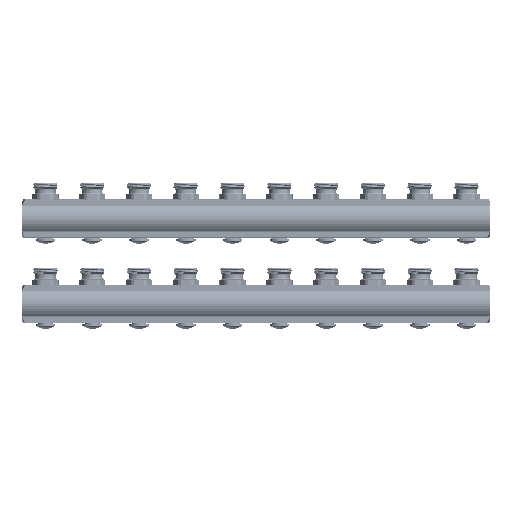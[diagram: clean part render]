
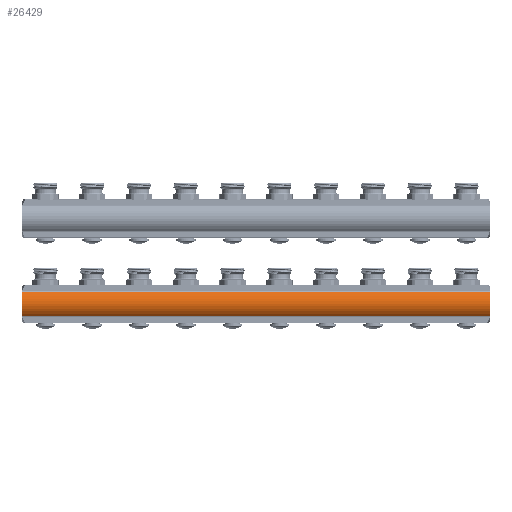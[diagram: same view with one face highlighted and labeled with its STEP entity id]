
A CAD part, front view. The second image highlights one B-rep face of the part: STEP entity #26429.
In plain terms, the highlighted cylindrical face has radius 18.25 mm (diameter 36.5 mm), a partial arc.
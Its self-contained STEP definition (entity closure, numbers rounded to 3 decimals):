
#11=CARTESIAN_POINT('',(-250.,0.,0.));
#12=DIRECTION('',(1.,0.,0.));
#13=DIRECTION('',(0.,-0.716,0.698));
#14=AXIS2_PLACEMENT_3D('',#11,#12,#13);
#16=CARTESIAN_POINT('',(-250.,0.,0.));
#17=DIRECTION('',(1.,0.,0.));
#18=DIRECTION('',(0.,-1.,0.));
#19=AXIS2_PLACEMENT_3D('',#16,#17,#18);
#151=DIRECTION('',(-1.,0.,0.));
#152=VECTOR('',#151,500.);
#153=CARTESIAN_POINT('',(250.,-13.068,12.739));
#154=LINE('',#153,#152);
#194=CARTESIAN_POINT('',(250.,0.,0.));
#195=DIRECTION('',(-1.,0.,0.));
#196=DIRECTION('',(0.,-0.716,-0.698));
#197=AXIS2_PLACEMENT_3D('',#194,#195,#196);
#199=CARTESIAN_POINT('',(250.,0.,0.));
#200=DIRECTION('',(-1.,0.,0.));
#201=DIRECTION('',(0.,-1.,0.));
#202=AXIS2_PLACEMENT_3D('',#199,#200,#201);
#10819=DIRECTION('',(-1.,0.,0.));
#10820=VECTOR('',#10819,500.);
#10821=CARTESIAN_POINT('',(250.,-13.068,-12.739));
#10822=LINE('',#10821,#10820);
#10827=CARTESIAN_POINT('',(-250.,-13.068,12.739));
#10828=VERTEX_POINT('',#10827);
#10829=CARTESIAN_POINT('',(-250.,-18.25,0.));
#10830=VERTEX_POINT('',#10829);
#10831=CARTESIAN_POINT('',(-250.,-13.068,-12.739));
#10832=VERTEX_POINT('',#10831);
#10867=CARTESIAN_POINT('',(250.,-13.068,12.739));
#10868=VERTEX_POINT('',#10867);
#10877=CARTESIAN_POINT('',(250.,-13.068,-12.739));
#10878=VERTEX_POINT('',#10877);
#10879=CARTESIAN_POINT('',(250.,-18.25,0.));
#10880=VERTEX_POINT('',#10879);
#26416=CARTESIAN_POINT('',(-250.,0.,0.));
#26417=DIRECTION('',(1.,0.,0.));
#26418=DIRECTION('',(0.,-1.,0.));
#26419=AXIS2_PLACEMENT_3D('',#26416,#26417,#26418);
#26420=CYLINDRICAL_SURFACE('',#26419,18.25);
#26421=ORIENTED_EDGE('',*,*,#12485,.T.);
#26422=ORIENTED_EDGE('',*,*,#12243,.F.);
#26423=ORIENTED_EDGE('',*,*,#12241,.F.);
#26424=ORIENTED_EDGE('',*,*,#12342,.F.);
#26425=ORIENTED_EDGE('',*,*,#12370,.F.);
#26426=ORIENTED_EDGE('',*,*,#12368,.F.);
#26427=EDGE_LOOP('',(#26421,#26422,#26423,#26424,#26425,#26426));
#26428=FACE_OUTER_BOUND('',#26427,.F.);
#26429=ADVANCED_FACE('',(#26428),#26420,.T.);
#15=CIRCLE('',#14,18.25);
#20=CIRCLE('',#19,18.25);
#198=CIRCLE('',#197,18.25);
#203=CIRCLE('',#202,18.25);
#12241=EDGE_CURVE('',#10828,#10830,#15,.T.);
#12243=EDGE_CURVE('',#10830,#10832,#20,.T.);
#12342=EDGE_CURVE('',#10868,#10828,#154,.T.);
#12368=EDGE_CURVE('',#10878,#10880,#198,.T.);
#12370=EDGE_CURVE('',#10880,#10868,#203,.T.);
#12485=EDGE_CURVE('',#10878,#10832,#10822,.T.);
